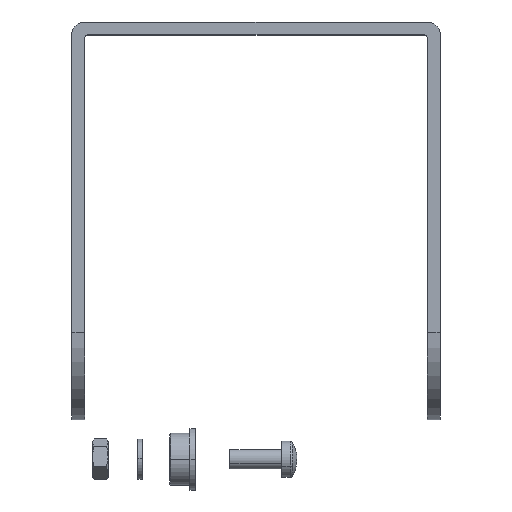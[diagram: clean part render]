
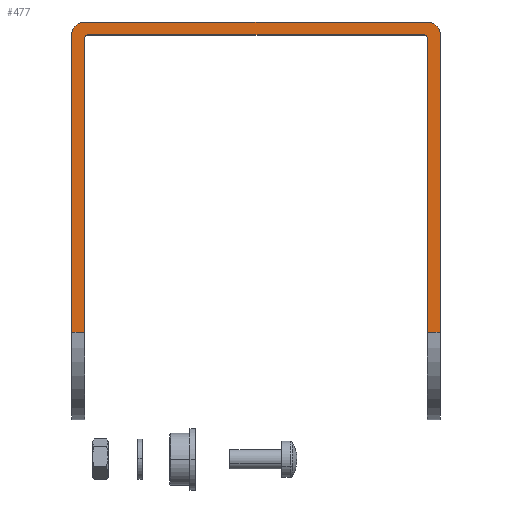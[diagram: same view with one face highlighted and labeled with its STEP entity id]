
A CAD part, top view. The second image highlights one B-rep face of the part: STEP entity #477.
In plain terms, the highlighted planar face has unit normal (0, 0, 1).
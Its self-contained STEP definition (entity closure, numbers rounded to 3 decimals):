
#2 = LINE ( 'NONE', #3298, #4291 ) ;
#55 = FACE_OUTER_BOUND ( 'NONE', #1124, .T. ) ;
#139 = DIRECTION ( 'NONE',  ( -1., 0., 0. ) ) ;
#307 = DIRECTION ( 'NONE',  ( -1., 0., 0. ) ) ;
#330 = CARTESIAN_POINT ( 'NONE',  ( -13.94, 7.834, 3.814 ) ) ;
#340 = DIRECTION ( 'NONE',  ( 0., 1., 0. ) ) ;
#364 = DIRECTION ( 'NONE',  ( 0., 0., -1. ) ) ;
#477 = ADVANCED_FACE ( 'NONE', ( #55 ), #5601, .F. ) ;
#535 = CARTESIAN_POINT ( 'NONE',  ( 12.56, 55.834, 3.814 ) ) ;
#548 = ORIENTED_EDGE ( 'NONE', *, *, #6336, .T. ) ;
#713 = ORIENTED_EDGE ( 'NONE', *, *, #6173, .T. ) ;
#726 = VERTEX_POINT ( 'NONE', #4557 ) ;
#740 = DIRECTION ( 'NONE',  ( 0., 0., 1. ) ) ;
#805 = LINE ( 'NONE', #3042, #6906 ) ;
#828 = DIRECTION ( 'NONE',  ( 1., 0., 0. ) ) ;
#863 = VECTOR ( 'NONE', #4735, 1000. ) ;
#885 = ORIENTED_EDGE ( 'NONE', *, *, #6245, .T. ) ;
#1036 = CARTESIAN_POINT ( 'NONE',  ( -40.44, 7.834, 3.814 ) ) ;
#1065 = LINE ( 'NONE', #2365, #863 ) ;
#1076 = VECTOR ( 'NONE', #7047, 1000. ) ;
#1080 = CARTESIAN_POINT ( 'NONE',  ( 12.06, 53.834, 3.814 ) ) ;
#1124 = EDGE_LOOP ( 'NONE', ( #1706, #6452, #1881, #548, #2061, #5234, #713, #5420, #885, #7122, #1254, #2974 ) ) ;
#1227 = AXIS2_PLACEMENT_3D ( 'NONE', #2148, #6331, #2736 ) ;
#1254 = ORIENTED_EDGE ( 'NONE', *, *, #6631, .T. ) ;
#1274 = AXIS2_PLACEMENT_3D ( 'NONE', #3787, #364, #4394 ) ;
#1301 = AXIS2_PLACEMENT_3D ( 'NONE', #7216, #3702, #307 ) ;
#1330 = AXIS2_PLACEMENT_3D ( 'NONE', #4241, #740, #4832 ) ;
#1331 = CARTESIAN_POINT ( 'NONE',  ( 12.56, 7.834, 3.814 ) ) ;
#1632 = CARTESIAN_POINT ( 'NONE',  ( 12.56, 53.334, 3.814 ) ) ;
#1706 = ORIENTED_EDGE ( 'NONE', *, *, #6519, .T. ) ;
#1744 = CARTESIAN_POINT ( 'NONE',  ( -42.44, 55.834, 3.814 ) ) ;
#1809 = CARTESIAN_POINT ( 'NONE',  ( 14.56, 53.834, 3.814 ) ) ;
#1881 = ORIENTED_EDGE ( 'NONE', *, *, #6798, .T. ) ;
#2061 = ORIENTED_EDGE ( 'NONE', *, *, #6527, .T. ) ;
#2148 = CARTESIAN_POINT ( 'NONE',  ( 12.06, 53.334, 3.814 ) ) ;
#2365 = CARTESIAN_POINT ( 'NONE',  ( -42.44, -5.666, 3.814 ) ) ;
#2587 = LINE ( 'NONE', #7243, #4175 ) ;
#2602 = VECTOR ( 'NONE', #828, 1000. ) ;
#2736 = DIRECTION ( 'NONE',  ( -1., 0., 0. ) ) ;
#2794 = VERTEX_POINT ( 'NONE', #1331 ) ;
#2809 = VERTEX_POINT ( 'NONE', #1809 ) ;
#2938 = CARTESIAN_POINT ( 'NONE',  ( 12.56, 53.834, 3.814 ) ) ;
#2974 = ORIENTED_EDGE ( 'NONE', *, *, #6297, .T. ) ;
#2977 = CIRCLE ( 'NONE', #1301, 2. ) ;
#3042 = CARTESIAN_POINT ( 'NONE',  ( -13.94, 7.834, 3.814 ) ) ;
#3298 = CARTESIAN_POINT ( 'NONE',  ( -40.44, 53.834, 3.814 ) ) ;
#3677 = DIRECTION ( 'NONE',  ( 1., 0., 0. ) ) ;
#3702 = DIRECTION ( 'NONE',  ( 0., 0., 1. ) ) ;
#3787 = CARTESIAN_POINT ( 'NONE',  ( -39.94, 53.334, 3.814 ) ) ;
#3908 = CIRCLE ( 'NONE', #1330, 2. ) ;
#4035 = VERTEX_POINT ( 'NONE', #1036 ) ;
#4175 = VECTOR ( 'NONE', #340, 1000. ) ;
#4183 = VECTOR ( 'NONE', #139, 1000. ) ;
#4241 = CARTESIAN_POINT ( 'NONE',  ( 12.56, 53.834, 3.814 ) ) ;
#4291 = VECTOR ( 'NONE', #3677, 1000. ) ;
#4394 = DIRECTION ( 'NONE',  ( -1., 0., 0. ) ) ;
#4426 = VERTEX_POINT ( 'NONE', #4800 ) ;
#4557 = CARTESIAN_POINT ( 'NONE',  ( 14.56, 7.834, 3.814 ) ) ;
#4715 = VERTEX_POINT ( 'NONE', #1080 ) ;
#4724 = DIRECTION ( 'NONE',  ( 0., -1., 0. ) ) ;
#4735 = DIRECTION ( 'NONE',  ( 0., -1., 0. ) ) ;
#4789 = AXIS2_PLACEMENT_3D ( 'NONE', #5978, #5988, #5997 ) ;
#4800 = CARTESIAN_POINT ( 'NONE',  ( -39.94, 53.834, 3.814 ) ) ;
#4804 = VERTEX_POINT ( 'NONE', #7128 ) ;
#4832 = DIRECTION ( 'NONE',  ( -1., 0., 0. ) ) ;
#4956 = CARTESIAN_POINT ( 'NONE',  ( -42.44, 53.834, 3.814 ) ) ;
#5034 = LINE ( 'NONE', #2938, #6461 ) ;
#5126 = VERTEX_POINT ( 'NONE', #4956 ) ;
#5234 = ORIENTED_EDGE ( 'NONE', *, *, #6352, .T. ) ;
#5292 = CARTESIAN_POINT ( 'NONE',  ( -40.44, 53.834, 3.814 ) ) ;
#5420 = ORIENTED_EDGE ( 'NONE', *, *, #6407, .T. ) ;
#5441 = DIRECTION ( 'NONE',  ( 1., 0., 0. ) ) ;
#5601 = PLANE ( 'NONE',  #4789 ) ;
#5948 = VERTEX_POINT ( 'NONE', #7111 ) ;
#5978 = CARTESIAN_POINT ( 'NONE',  ( -13.94, 25.084, 3.814 ) ) ;
#5988 = DIRECTION ( 'NONE',  ( 0., 0., -1. ) ) ;
#5989 = LINE ( 'NONE', #1744, #4183 ) ;
#5997 = DIRECTION ( 'NONE',  ( -1., 0., 0. ) ) ;
#6008 = VERTEX_POINT ( 'NONE', #535 ) ;
#6173 = EDGE_CURVE ( 'NONE', #4426, #4715, #2, .T. ) ;
#6245 = EDGE_CURVE ( 'NONE', #7046, #2794, #5034, .T. ) ;
#6297 = EDGE_CURVE ( 'NONE', #2809, #6008, #3908, .T. ) ;
#6298 = EDGE_CURVE ( 'NONE', #2794, #726, #805, .T. ) ;
#6317 = EDGE_CURVE ( 'NONE', #4804, #5126, #2977, .T. ) ;
#6331 = DIRECTION ( 'NONE',  ( 0., 0., -1. ) ) ;
#6336 = EDGE_CURVE ( 'NONE', #5948, #4035, #7269, .T. ) ;
#6352 = EDGE_CURVE ( 'NONE', #7195, #4426, #6623, .T. ) ;
#6407 = EDGE_CURVE ( 'NONE', #4715, #7046, #6899, .T. ) ;
#6452 = ORIENTED_EDGE ( 'NONE', *, *, #6317, .T. ) ;
#6461 = VECTOR ( 'NONE', #4724, 1000. ) ;
#6511 = CARTESIAN_POINT ( 'NONE',  ( -40.44, 53.334, 3.814 ) ) ;
#6519 = EDGE_CURVE ( 'NONE', #6008, #4804, #5989, .T. ) ;
#6527 = EDGE_CURVE ( 'NONE', #4035, #7195, #7263, .T. ) ;
#6623 = CIRCLE ( 'NONE', #1274, 0.5 ) ;
#6631 = EDGE_CURVE ( 'NONE', #726, #2809, #2587, .T. ) ;
#6798 = EDGE_CURVE ( 'NONE', #5126, #5948, #1065, .T. ) ;
#6899 = CIRCLE ( 'NONE', #1227, 0.5 ) ;
#6906 = VECTOR ( 'NONE', #5441, 1000. ) ;
#7046 = VERTEX_POINT ( 'NONE', #1632 ) ;
#7047 = DIRECTION ( 'NONE',  ( 0., 1., 0. ) ) ;
#7111 = CARTESIAN_POINT ( 'NONE',  ( -42.44, 7.834, 3.814 ) ) ;
#7122 = ORIENTED_EDGE ( 'NONE', *, *, #6298, .T. ) ;
#7128 = CARTESIAN_POINT ( 'NONE',  ( -40.44, 55.834, 3.814 ) ) ;
#7195 = VERTEX_POINT ( 'NONE', #6511 ) ;
#7216 = CARTESIAN_POINT ( 'NONE',  ( -40.44, 53.834, 3.814 ) ) ;
#7243 = CARTESIAN_POINT ( 'NONE',  ( 14.56, -5.666, 3.814 ) ) ;
#7263 = LINE ( 'NONE', #5292, #1076 ) ;
#7269 = LINE ( 'NONE', #330, #2602 ) ;
